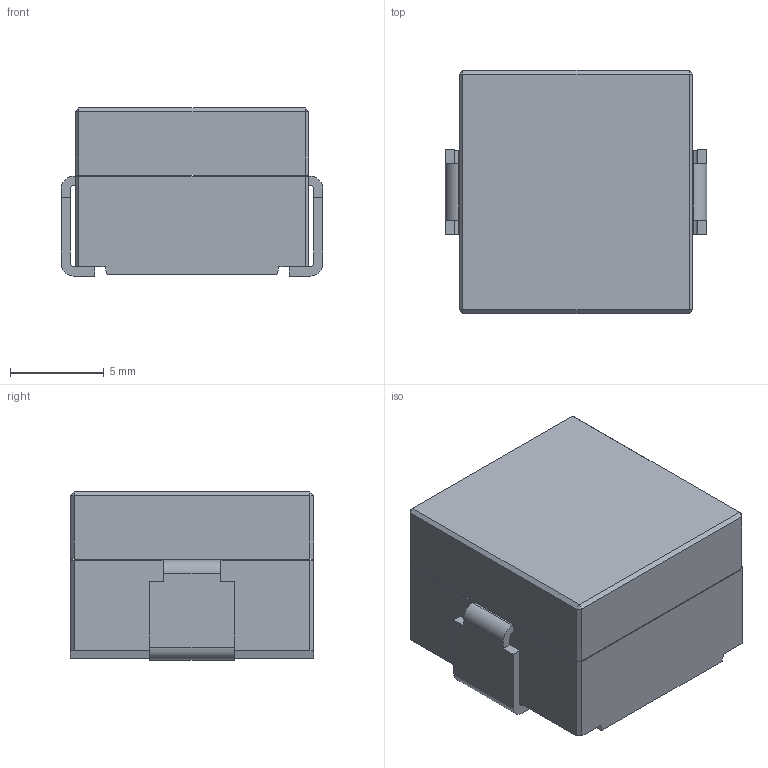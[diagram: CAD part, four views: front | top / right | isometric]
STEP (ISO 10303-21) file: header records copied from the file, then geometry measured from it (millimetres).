
FILE_DESCRIPTION(/* description */ (''),/* implementation_level */ '2;1');
FILE_NAME(/* name */ 'IND_WURTH_WE-HCM_1390.stp',/* time_stamp */ '2016-05-27T11:46:33+02:00',/* author */ ('riccim'),/* organization */ ('SolidWorks'),/* preprocessor_version */ 'ST-DEVELOPER v15.5',/* originating_system */ 'AutoCAD Mechanical',/* authorisation */ ' ');
FILE_SCHEMA (('AUTOMOTIVE_DESIGN { 1 0 10303 214 3 1 1 }'));
Length unit declared in the file: millimetre
Products named in the file (1): Product
Bounding box: 14 x 13 x 9 mm (x, y, z)
Volume: 1446.1 mm3; surface area: 1312 mm2
Topology: 3 solids, 3 shells, 66 faces, 168 edges, 108 vertices
Faces by surface type: plane 58, cylinder 8
Entity records: 1989 total; most frequent: CARTESIAN_POINT 343, ORIENTED_EDGE 336, DIRECTION 318, EDGE_CURVE 168, LINE 152, VECTOR 152, VERTEX_POINT 108, AXIS2_PLACEMENT_3D 83
